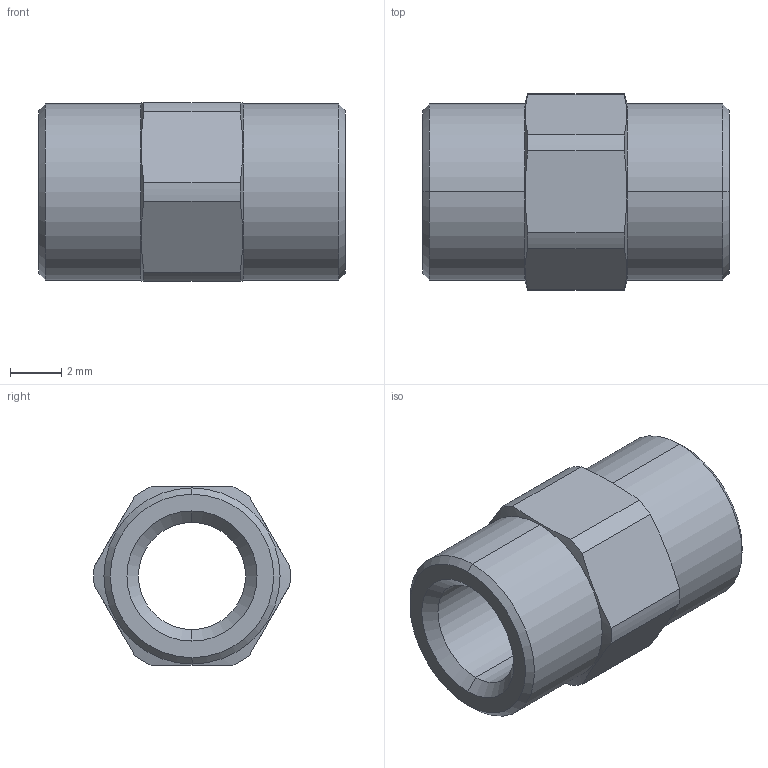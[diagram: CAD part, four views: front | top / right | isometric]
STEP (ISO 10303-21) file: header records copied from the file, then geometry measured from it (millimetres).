
FILE_DESCRIPTION (( 'STEP AP214' ), '1' );
FILE_NAME ('MSP-116-01.STEP', '2017-12-11T13:15:11', ( '' ), ( '' ), 'SwSTEP 2.0', 'SolidWorks 2017', '' );
FILE_SCHEMA (( 'AUTOMOTIVE_DESIGN' ));
Length unit declared in the file: millimetre
Products named in the file (1): MSP-116-01
Bounding box: 12 x 7.7 x 7 mm (x, y, z)
Volume: 296.5 mm3; surface area: 467.2 mm2
Topology: 1 solids, 1 shells, 32 faces, 78 edges, 48 vertices
Faces by surface type: cone 12, cylinder 12, plane 8
Entity records: 1022 total; most frequent: CARTESIAN_POINT 215, DIRECTION 160, ORIENTED_EDGE 156, EDGE_CURVE 78, AXIS2_PLACEMENT_3D 65, VERTEX_POINT 48, EDGE_LOOP 34, FACE_OUTER_BOUND 32
